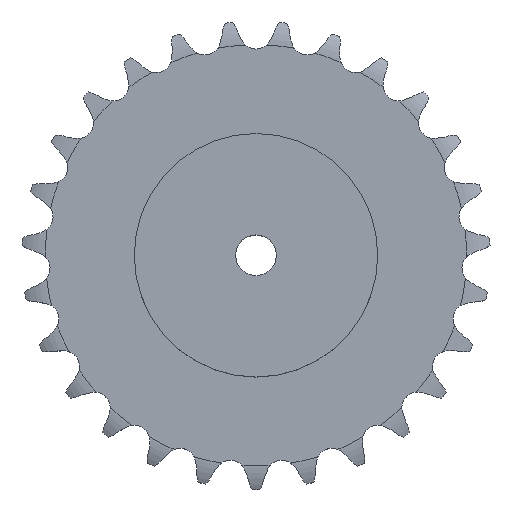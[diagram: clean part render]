
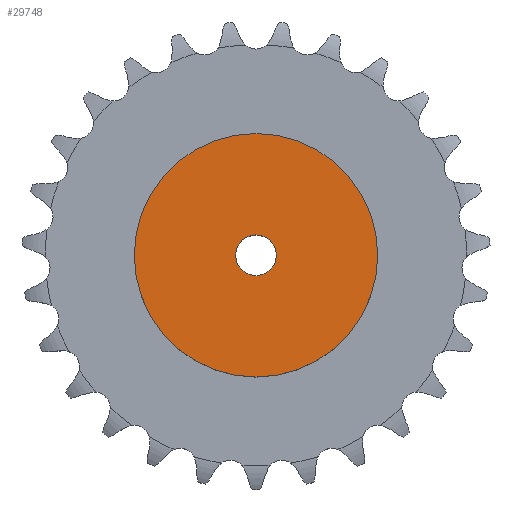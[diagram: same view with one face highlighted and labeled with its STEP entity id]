
A CAD part, top view. The second image highlights one B-rep face of the part: STEP entity #29748.
In plain terms, the highlighted planar face has unit normal (0, 0, 1).
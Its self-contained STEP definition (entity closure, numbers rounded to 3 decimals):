
#3627 = CYLINDRICAL_SURFACE('',#3628,75.);
#3628 = AXIS2_PLACEMENT_3D('',#3629,#3630,#3631);
#3629 = CARTESIAN_POINT('',(0.,0.,0.));
#3630 = DIRECTION('',(-0.,-0.,-1.));
#3631 = DIRECTION('',(1.,0.,0.));
#18823 = VERTEX_POINT('',#18824);
#18824 = CARTESIAN_POINT('',(75.,0.,55.));
#18845 = EDGE_CURVE('',#18823,#18823,#18846,.T.);
#18846 = SURFACE_CURVE('',#18847,(#18852,#18859),.PCURVE_S1.);
#18847 = CIRCLE('',#18848,75.);
#18848 = AXIS2_PLACEMENT_3D('',#18849,#18850,#18851);
#18849 = CARTESIAN_POINT('',(0.,0.,55.));
#18850 = DIRECTION('',(0.,0.,1.));
#18851 = DIRECTION('',(1.,0.,0.));
#18852 = PCURVE('',#3627,#18853);
#18853 = DEFINITIONAL_REPRESENTATION('',(#18854),#18858);
#18854 = LINE('',#18855,#18856);
#18855 = CARTESIAN_POINT('',(-0.,-55.));
#18856 = VECTOR('',#18857,1.);
#18857 = DIRECTION('',(-1.,0.));
#18858 = ( GEOMETRIC_REPRESENTATION_CONTEXT(2) 
PARAMETRIC_REPRESENTATION_CONTEXT() REPRESENTATION_CONTEXT('2D SPACE',''
  ) );
#18859 = PCURVE('',#18860,#18865);
#18860 = PLANE('',#18861);
#18861 = AXIS2_PLACEMENT_3D('',#18862,#18863,#18864);
#18862 = CARTESIAN_POINT('',(0.,0.,55.)
  );
#18863 = DIRECTION('',(0.,0.,1.));
#18864 = DIRECTION('',(1.,0.,0.));
#18865 = DEFINITIONAL_REPRESENTATION('',(#18866),#18870);
#18866 = CIRCLE('',#18867,75.);
#18867 = AXIS2_PLACEMENT_2D('',#18868,#18869);
#18868 = CARTESIAN_POINT('',(0.,0.));
#18869 = DIRECTION('',(1.,0.));
#18870 = ( GEOMETRIC_REPRESENTATION_CONTEXT(2) 
PARAMETRIC_REPRESENTATION_CONTEXT() REPRESENTATION_CONTEXT('2D SPACE',''
  ) );
#25343 = CYLINDRICAL_SURFACE('',#25344,12.5);
#25344 = AXIS2_PLACEMENT_3D('',#25345,#25346,#25347);
#25345 = CARTESIAN_POINT('',(0.,0.,439.891));
#25346 = DIRECTION('',(0.,0.,1.));
#25347 = DIRECTION('',(1.,0.,0.));
#29748 = ADVANCED_FACE('',(#29749,#29752),#18860,.T.);
#29749 = FACE_BOUND('',#29750,.T.);
#29750 = EDGE_LOOP('',(#29751));
#29751 = ORIENTED_EDGE('',*,*,#18845,.T.);
#29752 = FACE_BOUND('',#29753,.T.);
#29753 = EDGE_LOOP('',(#29754));
#29754 = ORIENTED_EDGE('',*,*,#29755,.F.);
#29755 = EDGE_CURVE('',#29756,#29756,#29758,.T.);
#29756 = VERTEX_POINT('',#29757);
#29757 = CARTESIAN_POINT('',(12.5,0.,55.));
#29758 = SURFACE_CURVE('',#29759,(#29764,#29771),.PCURVE_S1.);
#29759 = CIRCLE('',#29760,12.5);
#29760 = AXIS2_PLACEMENT_3D('',#29761,#29762,#29763);
#29761 = CARTESIAN_POINT('',(0.,0.,55.));
#29762 = DIRECTION('',(0.,0.,1.));
#29763 = DIRECTION('',(1.,0.,0.));
#29764 = PCURVE('',#18860,#29765);
#29765 = DEFINITIONAL_REPRESENTATION('',(#29766),#29770);
#29766 = CIRCLE('',#29767,12.5);
#29767 = AXIS2_PLACEMENT_2D('',#29768,#29769);
#29768 = CARTESIAN_POINT('',(0.,0.));
#29769 = DIRECTION('',(1.,0.));
#29770 = ( GEOMETRIC_REPRESENTATION_CONTEXT(2) 
PARAMETRIC_REPRESENTATION_CONTEXT() REPRESENTATION_CONTEXT('2D SPACE',''
  ) );
#29771 = PCURVE('',#25343,#29772);
#29772 = DEFINITIONAL_REPRESENTATION('',(#29773),#29777);
#29773 = LINE('',#29774,#29775);
#29774 = CARTESIAN_POINT('',(0.,-384.891));
#29775 = VECTOR('',#29776,1.);
#29776 = DIRECTION('',(1.,0.));
#29777 = ( GEOMETRIC_REPRESENTATION_CONTEXT(2) 
PARAMETRIC_REPRESENTATION_CONTEXT() REPRESENTATION_CONTEXT('2D SPACE',''
  ) );
